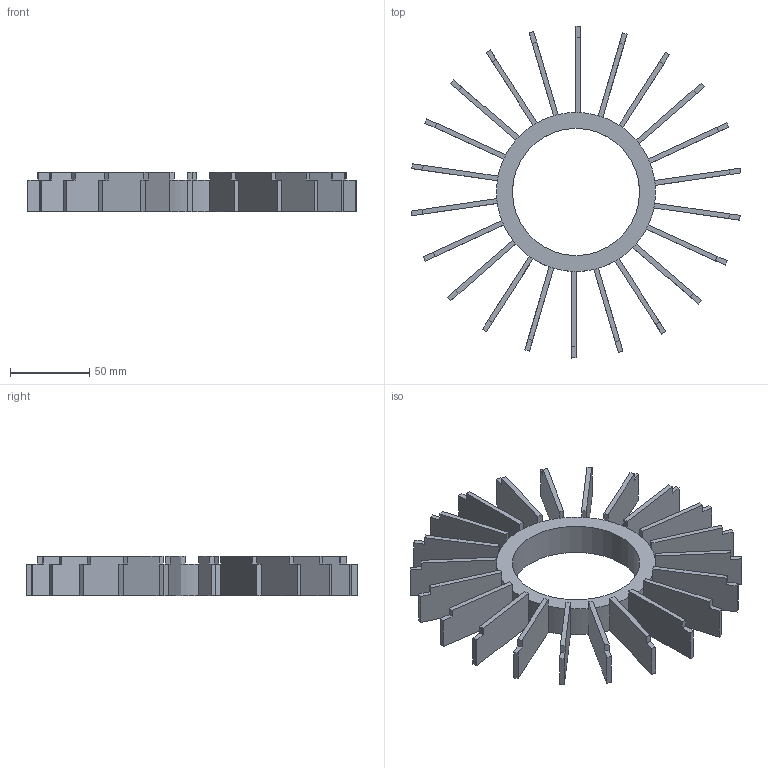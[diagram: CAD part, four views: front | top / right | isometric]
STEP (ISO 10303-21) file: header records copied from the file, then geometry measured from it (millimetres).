
FILE_DESCRIPTION(/* description */ (''),/* implementation_level */ '2;1');
FILE_NAME(/* name */ 'slot bit v5 v2.step',/* time_stamp */ '2022-02-27T23:28:07+00:00',/* author */ (''),/* organization */ (''),/* preprocessor_version */ 'ST-DEVELOPER v18.1',/* originating_system */ 'Autodesk Translation Framework v10.13.0.1454',/* authorisation */ '');
FILE_SCHEMA (('AUTOMOTIVE_DESIGN { 1 0 10303 214 3 1 1 }'));
Length unit declared in the file: millimetre
Products named in the file (1): slot bit v5
Bounding box: 207.52 x 208.83 x 25 mm (x, y, z)
Volume: 144081.1 mm3; surface area: 83181.5 mm2
Topology: 1 solids, 1 shells, 179 faces, 487 edges, 310 vertices
Faces by surface type: plane 134, cylinder 45
Full cylindrical faces by diameter (mm): 80 x1
Entity records: 5603 total; most frequent: CARTESIAN_POINT 977, ORIENTED_EDGE 974, DIRECTION 937, EDGE_CURVE 487, LINE 397, VECTOR 397, VERTEX_POINT 310, AXIS2_PLACEMENT_3D 270
